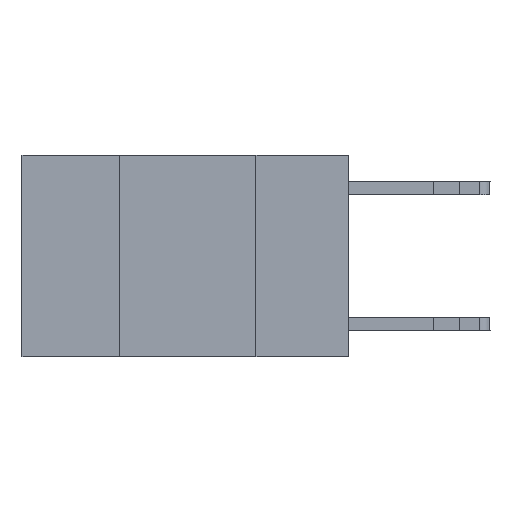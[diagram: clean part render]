
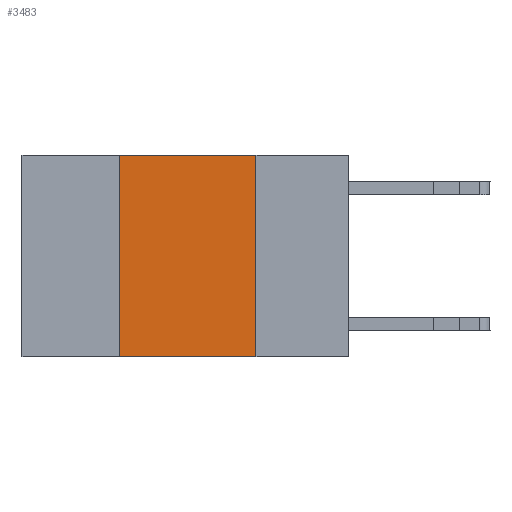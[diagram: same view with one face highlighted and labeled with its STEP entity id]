
A CAD part, left-side view. The second image highlights one B-rep face of the part: STEP entity #3483.
In plain terms, the highlighted planar face has unit normal (-1, 0, 0).
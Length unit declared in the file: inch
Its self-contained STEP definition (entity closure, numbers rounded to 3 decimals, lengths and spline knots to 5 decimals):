
#1054 = LINE ( 'NONE', #5227, #11942 ) ;
#1442 = LINE ( 'NONE', #11895, #10490 ) ;
#1562 = AXIS2_PLACEMENT_3D ( 'NONE', #12316, #2971, #2070 ) ;
#1671 = EDGE_LOOP ( 'NONE', ( #2475, #3043, #12766, #2553 ) ) ;
#2070 = DIRECTION ( 'NONE',  ( 0., 0., -1. ) ) ;
#2475 = ORIENTED_EDGE ( 'NONE', *, *, #6964, .F. ) ;
#2491 = CARTESIAN_POINT ( 'NONE',  ( 0., 0.42, -0.37 ) ) ;
#2553 = ORIENTED_EDGE ( 'NONE', *, *, #3726, .T. ) ;
#2625 = EDGE_CURVE ( 'NONE', #5215, #3244, #5382, .T. ) ;
#2971 = DIRECTION ( 'NONE',  ( 1., 0., 0. ) ) ;
#3043 = ORIENTED_EDGE ( 'NONE', *, *, #9498, .F. ) ;
#3244 = VERTEX_POINT ( 'NONE', #11644 ) ;
#3483 = ADVANCED_FACE ( 'NONE', ( #13347 ), #11422, .F. ) ;
#3726 = EDGE_CURVE ( 'NONE', #5215, #12954, #1442, .T. ) ;
#5193 = DIRECTION ( 'NONE',  ( 0., 0., 1. ) ) ;
#5215 = VERTEX_POINT ( 'NONE', #2491 ) ;
#5227 = CARTESIAN_POINT ( 'NONE',  ( 0., 0.6, 0. ) ) ;
#5267 = CARTESIAN_POINT ( 'NONE',  ( 0., 0.17, -0.37 ) ) ;
#5382 = LINE ( 'NONE', #9277, #11341 ) ;
#6964 = EDGE_CURVE ( 'NONE', #9979, #12954, #8410, .T. ) ;
#7381 = DIRECTION ( 'NONE',  ( 0., 0., -1. ) ) ;
#8360 = DIRECTION ( 'NONE',  ( 0., -1., 0. ) ) ;
#8410 = LINE ( 'NONE', #12582, #12499 ) ;
#9277 = CARTESIAN_POINT ( 'NONE',  ( 0., 0.42, 0. ) ) ;
#9498 = EDGE_CURVE ( 'NONE', #3244, #9979, #1054, .T. ) ;
#9979 = VERTEX_POINT ( 'NONE', #11545 ) ;
#10490 = VECTOR ( 'NONE', #13130, 39.37008 ) ;
#11341 = VECTOR ( 'NONE', #5193, 39.37008 ) ;
#11422 = PLANE ( 'NONE',  #1562 ) ;
#11545 = CARTESIAN_POINT ( 'NONE',  ( 0., 0.17, 0. ) ) ;
#11644 = CARTESIAN_POINT ( 'NONE',  ( 0., 0.42, 0. ) ) ;
#11895 = CARTESIAN_POINT ( 'NONE',  ( 0., 0.6, -0.37 ) ) ;
#11942 = VECTOR ( 'NONE', #8360, 39.37008 ) ;
#12316 = CARTESIAN_POINT ( 'NONE',  ( 0., 0.6, 0. ) ) ;
#12499 = VECTOR ( 'NONE', #7381, 39.37008 ) ;
#12582 = CARTESIAN_POINT ( 'NONE',  ( 0., 0.17, 0. ) ) ;
#12766 = ORIENTED_EDGE ( 'NONE', *, *, #2625, .F. ) ;
#12954 = VERTEX_POINT ( 'NONE', #5267 ) ;
#13130 = DIRECTION ( 'NONE',  ( 0., -1., 0. ) ) ;
#13347 = FACE_OUTER_BOUND ( 'NONE', #1671, .T. ) ;
